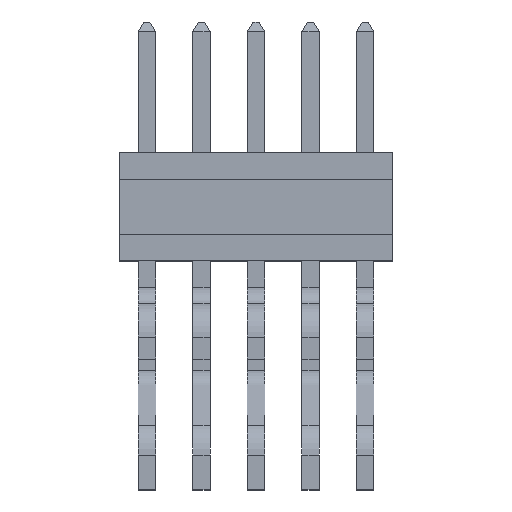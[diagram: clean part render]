
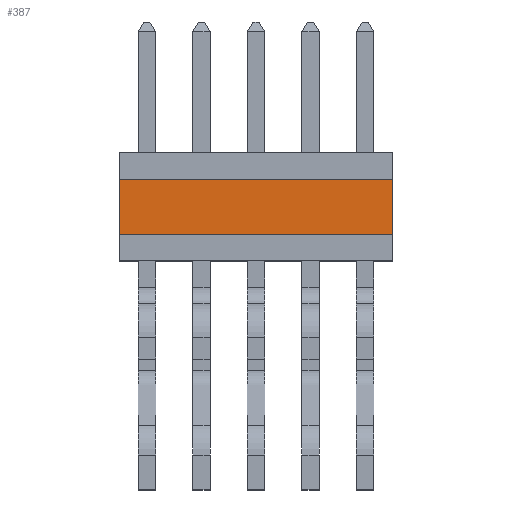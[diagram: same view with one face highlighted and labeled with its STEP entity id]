
A CAD part, top view. The second image highlights one B-rep face of the part: STEP entity #387.
In plain terms, the highlighted planar face has unit normal (0, 0, 1).
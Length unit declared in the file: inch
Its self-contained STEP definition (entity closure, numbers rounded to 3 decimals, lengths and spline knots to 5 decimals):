
#387 = ADVANCED_FACE( '', ( #978 ), #979, .F. );
#978 = FACE_OUTER_BOUND( '', #1810, .T. );
#979 = PLANE( '', #1811 );
#1810 = EDGE_LOOP( '', ( #2748, #2749, #2750, #2751 ) );
#1811 = AXIS2_PLACEMENT_3D( '', #2752, #2753, #2754 );
#2748 = ORIENTED_EDGE( '', *, *, #5234, .T. );
#2749 = ORIENTED_EDGE( '', *, *, #5235, .F. );
#2750 = ORIENTED_EDGE( '', *, *, #5236, .F. );
#2751 = ORIENTED_EDGE( '', *, *, #5237, .T. );
#2752 = CARTESIAN_POINT( '', ( 0.125, 0.0745, 0.0575 ) );
#2753 = DIRECTION( '', ( 0., 0., -1. ) );
#2754 = DIRECTION( '', ( -1., 0., 0. ) );
#5234 = EDGE_CURVE( '', #6330, #6331, #6332, .T. );
#5235 = EDGE_CURVE( '', #6333, #6331, #6334, .T. );
#5236 = EDGE_CURVE( '', #6335, #6333, #6336, .T. );
#5237 = EDGE_CURVE( '', #6335, #6330, #6337, .T. );
#6330 = VERTEX_POINT( '', #7903 );
#6331 = VERTEX_POINT( '', #7904 );
#6332 = LINE( '', #7905, #7906 );
#6333 = VERTEX_POINT( '', #7907 );
#6334 = LINE( '', #7908, #7909 );
#6335 = VERTEX_POINT( '', #7910 );
#6336 = LINE( '', #7911, #7912 );
#6337 = LINE( '', #7913, #7914 );
#7903 = CARTESIAN_POINT( '', ( -0.125, 0.0745, 0.0575 ) );
#7904 = CARTESIAN_POINT( '', ( -0.125, 0.0245, 0.0575 ) );
#7905 = CARTESIAN_POINT( '', ( -0.125, 0.0745, 0.0575 ) );
#7906 = VECTOR( '', #9869, 39.37008 );
#7907 = CARTESIAN_POINT( '', ( 0.125, 0.0245, 0.0575 ) );
#7908 = CARTESIAN_POINT( '', ( 0.125, 0.0245, 0.0575 ) );
#7909 = VECTOR( '', #9870, 39.37008 );
#7910 = CARTESIAN_POINT( '', ( 0.125, 0.0745, 0.0575 ) );
#7911 = CARTESIAN_POINT( '', ( 0.125, 0.0745, 0.0575 ) );
#7912 = VECTOR( '', #9871, 39.37008 );
#7913 = CARTESIAN_POINT( '', ( 0.125, 0.0745, 0.0575 ) );
#7914 = VECTOR( '', #9872, 39.37008 );
#9869 = DIRECTION( '', ( 0., -1., 0. ) );
#9870 = DIRECTION( '', ( -1., 0., 0. ) );
#9871 = DIRECTION( '', ( 0., -1., 0. ) );
#9872 = DIRECTION( '', ( -1., 0., 0. ) );
